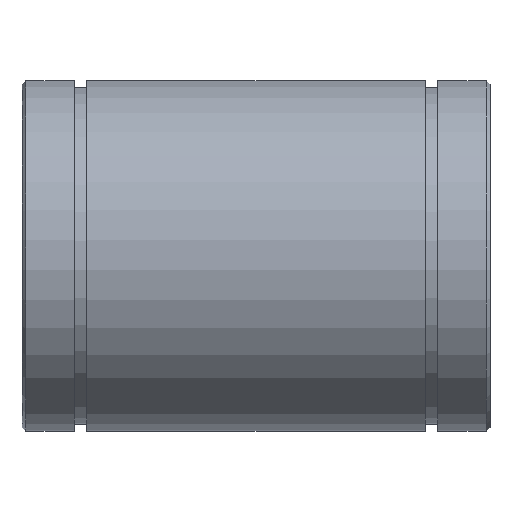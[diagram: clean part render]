
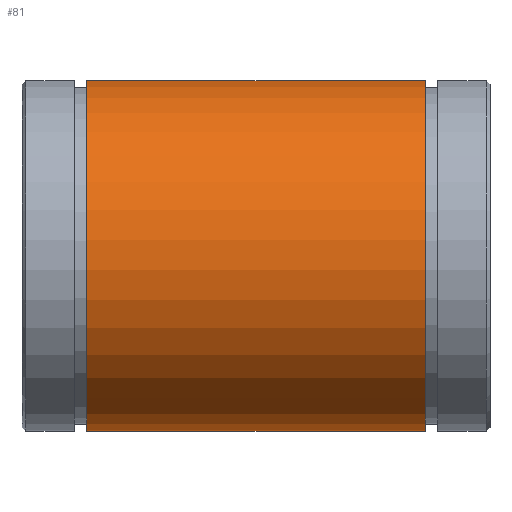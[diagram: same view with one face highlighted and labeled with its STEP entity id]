
A CAD part, top view. The second image highlights one B-rep face of the part: STEP entity #81.
In plain terms, the highlighted cylindrical face has radius 37.5 mm (diameter 75 mm), a partial arc.
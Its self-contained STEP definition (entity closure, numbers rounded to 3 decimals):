
#81 = ADVANCED_FACE( '', ( #165 ), #166, .T. );
#165 = FACE_OUTER_BOUND( '', #251, .T. );
#166 = CYLINDRICAL_SURFACE( '', #252, 37.5 );
#251 = EDGE_LOOP( '', ( #350, #351, #352, #353 ) );
#252 = AXIS2_PLACEMENT_3D( '', #354, #355, #356 );
#350 = ORIENTED_EDGE( '', *, *, #564, .T. );
#351 = ORIENTED_EDGE( '', *, *, #565, .F. );
#352 = ORIENTED_EDGE( '', *, *, #566, .F. );
#353 = ORIENTED_EDGE( '', *, *, #567, .T. );
#354 = CARTESIAN_POINT( '', ( 100., 0., 0. ) );
#355 = DIRECTION( '', ( -1., 0., 0. ) );
#356 = DIRECTION( '', ( 0., 0., -1. ) );
#564 = EDGE_CURVE( '', #674, #675, #676, .T. );
#565 = EDGE_CURVE( '', #677, #675, #678, .T. );
#566 = EDGE_CURVE( '', #679, #677, #680, .T. );
#567 = EDGE_CURVE( '', #679, #674, #681, .T. );
#674 = VERTEX_POINT( '', #818 );
#675 = VERTEX_POINT( '', #819 );
#676 = CIRCLE( '', #820, 37.5 );
#677 = VERTEX_POINT( '', #821 );
#678 = LINE( '', #822, #823 );
#679 = VERTEX_POINT( '', #824 );
#680 = CIRCLE( '', #825, 37.5 );
#681 = LINE( '', #826, #827 );
#818 = CARTESIAN_POINT( '', ( 13.85, -8.249, -36.581 ) );
#819 = CARTESIAN_POINT( '', ( 13.85, -11.147, -35.805 ) );
#820 = AXIS2_PLACEMENT_3D( '', #988, #989, #990 );
#821 = CARTESIAN_POINT( '', ( 86.15, -11.147, -35.805 ) );
#822 = CARTESIAN_POINT( '', ( 100., -11.147, -35.805 ) );
#823 = VECTOR( '', #991, 1000. );
#824 = CARTESIAN_POINT( '', ( 86.15, -8.249, -36.581 ) );
#825 = AXIS2_PLACEMENT_3D( '', #992, #993, #994 );
#826 = CARTESIAN_POINT( '', ( 100., -8.249, -36.581 ) );
#827 = VECTOR( '', #995, 1000. );
#988 = CARTESIAN_POINT( '', ( 13.85, 0., 0. ) );
#989 = DIRECTION( '', ( 1., 0., 0. ) );
#990 = DIRECTION( '', ( 0., 0., -1. ) );
#991 = DIRECTION( '', ( -1., 0., 0. ) );
#992 = CARTESIAN_POINT( '', ( 86.15, 0., 0. ) );
#993 = DIRECTION( '', ( 1., 0., 0. ) );
#994 = DIRECTION( '', ( 0., 0., -1. ) );
#995 = DIRECTION( '', ( -1., 0., 0. ) );
